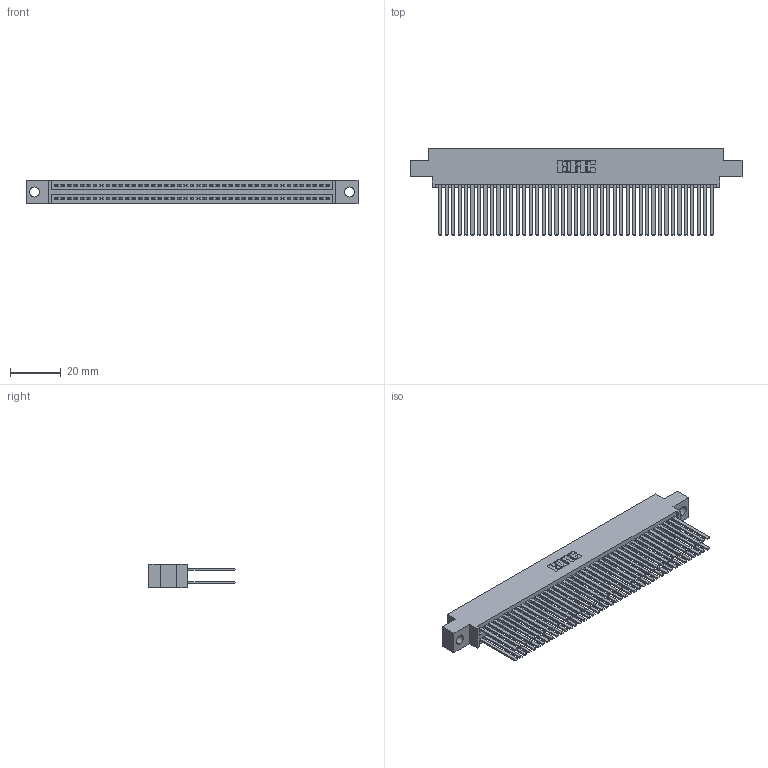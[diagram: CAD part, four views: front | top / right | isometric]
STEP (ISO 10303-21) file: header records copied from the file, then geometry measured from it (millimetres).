
FILE_DESCRIPTION (( 'STEP AP203' ), '1' );
FILE_NAME ('395-086-544-804.STEP', '2018-11-28T21:38:22', ( '' ), ( '' ), 'SwSTEP 2.0', 'SolidWorks 2016', '' );
FILE_SCHEMA (( 'CONFIG_CONTROL_DESIGN' ));
Length unit declared in the file: inch
Products named in the file (3): 395-086-544-804; 345-292-001_345-293-144; 345 Part_0.170 Offset - 0.156 Dia-TH
Assembly tree (87 placements, depth 2):
  395-086-544-804
    345 Part_0.170 Offset - 0.156 Dia-TH
    345-292-001_345-293-144  x86
Bounding box: 130.43 x 33.96 x 9.4 mm (x, y, z)
Volume: 13683.6 mm3; surface area: 23738.1 mm2
Topology: 87 solids, 87 shells, 3914 faces, 11619 edges, 7630 vertices
Faces by surface type: plane 2578, cylinder 1336
Entity records: 33555 total; most frequent: CARTESIAN_POINT 5624, ORIENTED_EDGE 5558, DIRECTION 4955, EDGE_CURVE 2779, LINE 2479, VECTOR 2479, VERTEX_POINT 1850, AXIS2_PLACEMENT_3D 1238
